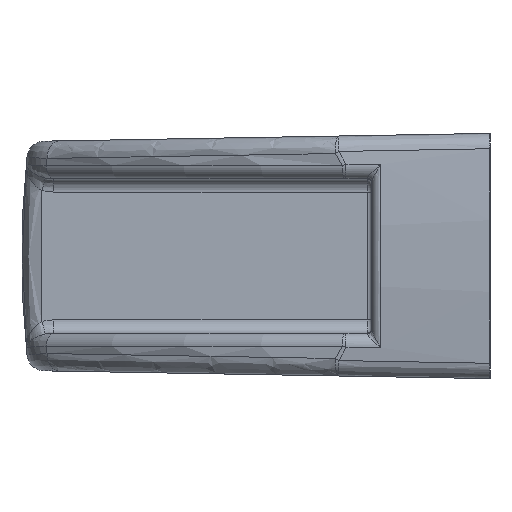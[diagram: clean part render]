
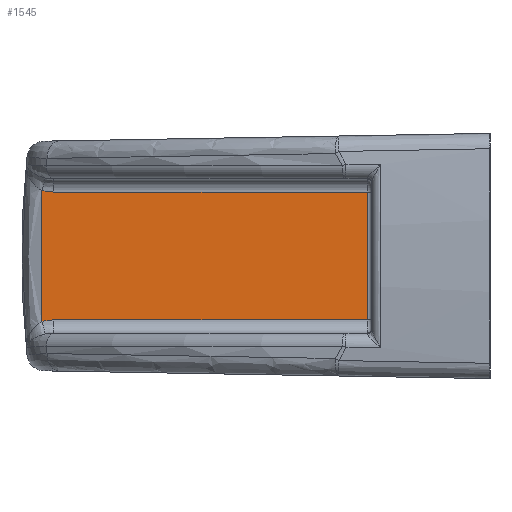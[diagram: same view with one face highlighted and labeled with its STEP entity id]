
A CAD part, left-side view. The second image highlights one B-rep face of the part: STEP entity #1545.
In plain terms, the highlighted planar face has unit normal (-1, 0, 0).
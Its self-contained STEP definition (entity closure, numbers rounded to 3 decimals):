
#169 = CARTESIAN_POINT ( 'NONE',  ( -63., 50.726, 7.352 ) ) ;
#315 = VERTEX_POINT ( 'NONE', #4176 ) ;
#495 = B_SPLINE_CURVE_WITH_KNOTS ( 'NONE', 3,
 ( #5882, #2089, #169, #3556 ),
 .UNSPECIFIED., .F., .F.,
 ( 4, 4 ),
 ( 0., 0.001 ),
 .UNSPECIFIED. ) ;
#525 = CARTESIAN_POINT ( 'NONE',  ( -63., 50.273, -7.3 ) ) ;
#556 = VERTEX_POINT ( 'NONE', #5819 ) ;
#893 = B_SPLINE_CURVE_WITH_KNOTS ( 'NONE', 3,
 ( #4408, #3924, #525, #4885 ),
 .UNSPECIFIED., .F., .F.,
 ( 4, 4 ),
 ( 0., 0.001 ),
 .UNSPECIFIED. ) ;
#1028 = PLANE ( 'NONE',  #1492 ) ;
#1037 = CARTESIAN_POINT ( 'NONE',  ( -63., 49.814, 7.3 ) ) ;
#1190 = EDGE_CURVE ( 'NONE', #556, #6085, #2795, .T. ) ;
#1201 = CARTESIAN_POINT ( 'NONE',  ( -63., 14., 7.3 ) ) ;
#1203 = EDGE_CURVE ( 'NONE', #6085, #315, #495, .T. ) ;
#1362 = CARTESIAN_POINT ( 'NONE',  ( -63., 51.414, 2.497 ) ) ;
#1492 = AXIS2_PLACEMENT_3D ( 'NONE', #2469, #5780, #2953 ) ;
#1545 = ADVANCED_FACE ( 'NONE', ( #3174 ), #1028, .F. ) ;
#1548 = CARTESIAN_POINT ( 'NONE',  ( -63., 49.814, -7.3 ) ) ;
#1803 = CARTESIAN_POINT ( 'NONE',  ( -63., 53.5, -7.3 ) ) ;
#1822 = CARTESIAN_POINT ( 'NONE',  ( -63., 51.169, 7.481 ) ) ;
#1841 = CARTESIAN_POINT ( 'NONE',  ( -63., 51.337, -4.991 ) ) ;
#2043 = CARTESIAN_POINT ( 'NONE',  ( -63., 51.169, -7.481 ) ) ;
#2089 = CARTESIAN_POINT ( 'NONE',  ( -63., 50.273, 7.3 ) ) ;
#2189 = VERTEX_POINT ( 'NONE', #2558 ) ;
#2300 = CARTESIAN_POINT ( 'NONE',  ( -63., 51.337, 4.991 ) ) ;
#2301 = ORIENTED_EDGE ( 'NONE', *, *, #1203, .T. ) ;
#2454 = LINE ( 'NONE', #1803, #3766 ) ;
#2469 = CARTESIAN_POINT ( 'NONE',  ( -63., 53.5, -8.8 ) ) ;
#2494 = EDGE_CURVE ( 'NONE', #5422, #4707, #893, .T. ) ;
#2495 = ORIENTED_EDGE ( 'NONE', *, *, #1190, .T. ) ;
#2558 = CARTESIAN_POINT ( 'NONE',  ( -63., 14., -7.3 ) ) ;
#2573 = DIRECTION ( 'NONE',  ( 0., 1., 0. ) ) ;
#2646 = DIRECTION ( 'NONE',  ( 0., 0., 1. ) ) ;
#2795 = LINE ( 'NONE', #5424, #5333 ) ;
#2803 = ORIENTED_EDGE ( 'NONE', *, *, #2494, .T. ) ;
#2953 = DIRECTION ( 'NONE',  ( 0., 1., 0. ) ) ;
#3102 = ORIENTED_EDGE ( 'NONE', *, *, #4554, .T. ) ;
#3174 = FACE_OUTER_BOUND ( 'NONE', #4793, .T. ) ;
#3556 = CARTESIAN_POINT ( 'NONE',  ( -63., 51.169, 7.481 ) ) ;
#3766 = VECTOR ( 'NONE', #5610, 1000. ) ;
#3917 = VECTOR ( 'NONE', #2646, 1000. ) ;
#3924 = CARTESIAN_POINT ( 'NONE',  ( -63., 50.726, -7.352 ) ) ;
#4176 = CARTESIAN_POINT ( 'NONE',  ( -63., 51.169, 7.481 ) ) ;
#4408 = CARTESIAN_POINT ( 'NONE',  ( -63., 51.169, -7.481 ) ) ;
#4554 = EDGE_CURVE ( 'NONE', #2189, #556, #5184, .T. ) ;
#4609 = EDGE_CURVE ( 'NONE', #4707, #2189, #2454, .T. ) ;
#4655 = EDGE_CURVE ( 'NONE', #315, #5422, #5286, .T. ) ;
#4673 = ORIENTED_EDGE ( 'NONE', *, *, #4609, .T. ) ;
#4707 = VERTEX_POINT ( 'NONE', #1548 ) ;
#4745 = CARTESIAN_POINT ( 'NONE',  ( -63., 51.414, -2.495 ) ) ;
#4793 = EDGE_LOOP ( 'NONE', ( #4673, #3102, #2495, #2301, #5618, #2803 ) ) ;
#4885 = CARTESIAN_POINT ( 'NONE',  ( -63., 49.814, -7.3 ) ) ;
#5184 = LINE ( 'NONE', #1201, #3917 ) ;
#5203 = CARTESIAN_POINT ( 'NONE',  ( -63., 51.169, -7.481 ) ) ;
#5286 = B_SPLINE_CURVE_WITH_KNOTS ( 'NONE', 3,
 ( #1822, #2300, #1362, #4745, #1841, #5203 ),
 .UNSPECIFIED., .F., .F.,
 ( 4, 2, 4 ),
 ( 0.001, 0.009, 0.016 ),
 .UNSPECIFIED. ) ;
#5333 = VECTOR ( 'NONE', #2573, 1000. ) ;
#5422 = VERTEX_POINT ( 'NONE', #2043 ) ;
#5424 = CARTESIAN_POINT ( 'NONE',  ( -63., 50.889, 7.3 ) ) ;
#5610 = DIRECTION ( 'NONE',  ( 0., -1., 0. ) ) ;
#5618 = ORIENTED_EDGE ( 'NONE', *, *, #4655, .T. ) ;
#5780 = DIRECTION ( 'NONE',  ( 1., 0., 0. ) ) ;
#5819 = CARTESIAN_POINT ( 'NONE',  ( -63., 14., 7.3 ) ) ;
#5882 = CARTESIAN_POINT ( 'NONE',  ( -63., 49.814, 7.3 ) ) ;
#6085 = VERTEX_POINT ( 'NONE', #1037 ) ;
